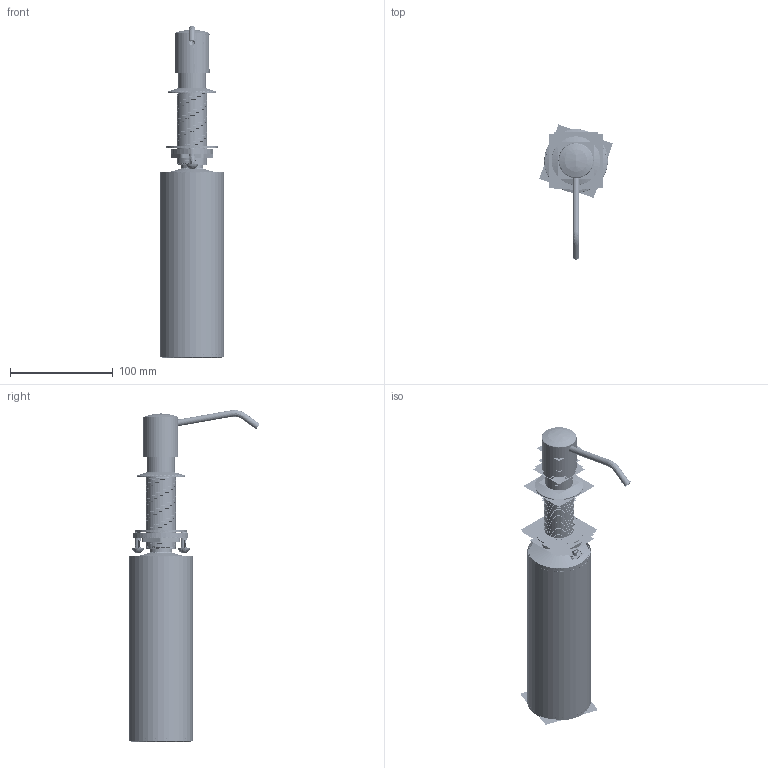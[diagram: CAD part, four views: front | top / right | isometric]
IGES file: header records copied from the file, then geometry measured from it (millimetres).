
Start section:  PTC IGES file: 125_asm.igs
Global section: file name: 125_asm.igs; native system: Creo Parametric by PTC Inc.; preprocessor: 2023134; author: NSantos; organization: Unknown; date: 20241209.104944; units: inch
Bounding box: 71.36 x 131.76 x 322.38 mm (x, y, z)
Surface area: 914849.6 mm2 (no closed solid volume)
Topology: 0 solids, 0 shells, 1908 faces, 28071 edges, 36921 vertices
Faces by surface type: revolution 1158, bspline 750
